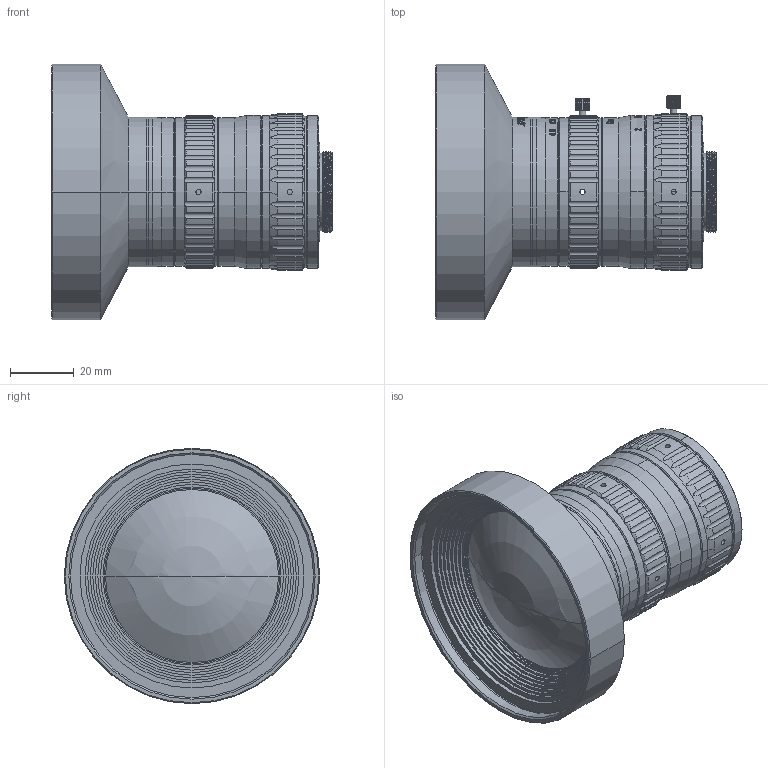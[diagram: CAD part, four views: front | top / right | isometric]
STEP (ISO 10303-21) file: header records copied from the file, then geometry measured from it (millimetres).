
FILE_DESCRIPTION((''),'2;1');
FILE_NAME('FAL0011-0E_ASM','2018-08-22T',('H000654'),(''),'PRO/ENGINEER BY PARAMETRIC TECHNOLOGY CORPORATION, 2013230','PRO/ENGINEER BY PARAMETRIC TECHNOLOGY CORPORATION, 2013230','');
FILE_SCHEMA(('CONFIG_CONTROL_DESIGN'));
Length unit declared in the file: millimetre
Products named in the file (8): FAL0011-0E-101-WX; FAL0011-0E-104; FAL0011-0E-105-WX; FAL0011-0E-106; FAL0011-0E-107; FAL0011-0E-B; P6662W02; FAL0011-0E_ASM
Assembly tree (8 placements, depth 2):
  FAL0011-0E_ASM
    FAL0011-0E-101-WX
    FAL0011-0E-104
    FAL0011-0E-105-WX
    FAL0011-0E-106
    FAL0011-0E-107
    FAL0011-0E-B
    P6662W02  x2
Bounding box: 88.06 x 80 x 80 mm (x, y, z)
Volume: 136550.9 mm3; surface area: 42937.9 mm2
Topology: 8 solids, 8 shells, 1923 faces, 5390 edges, 3571 vertices
Faces by surface type: bspline 1004, plane 489, cylinder 369, cone 57, sphere 4
Entity records: 84547 total; most frequent: CARTESIAN_POINT 41958, ORIENTED_EDGE 10412, DIRECTION 6053, EDGE_CURVE 5206, VERTEX_POINT 3453, VECTOR 2793, LINE 2793, EDGE_LOOP 1977
